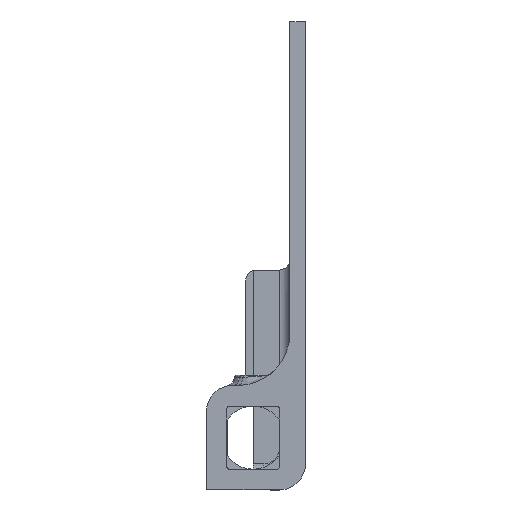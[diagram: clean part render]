
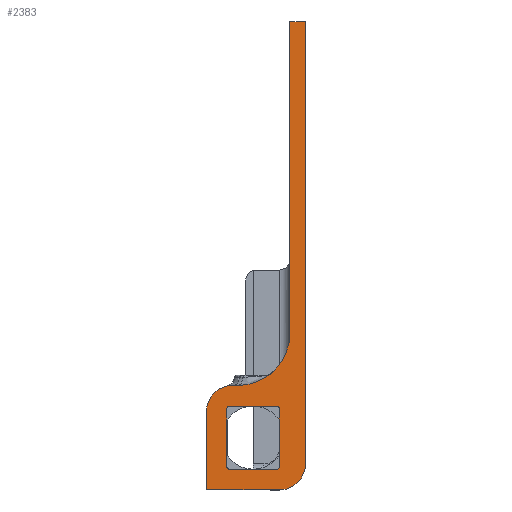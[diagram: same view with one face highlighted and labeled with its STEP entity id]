
A CAD part, left-side view. The second image highlights one B-rep face of the part: STEP entity #2383.
In plain terms, the highlighted planar face has unit normal (-1, 0, 0).
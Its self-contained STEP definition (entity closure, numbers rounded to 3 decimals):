
#70 = VECTOR ( 'NONE', #4626, 1000. ) ;
#82 = EDGE_CURVE ( 'NONE', #6172, #5399, #3186, .T. ) ;
#108 = DIRECTION ( 'NONE',  ( 1., 0., 0. ) ) ;
#157 = CARTESIAN_POINT ( 'NONE',  ( -55., 11.6, -35.5 ) ) ;
#160 = CIRCLE ( 'NONE', #2899, 10. ) ;
#161 = DIRECTION ( 'NONE',  ( 0., 1., 0. ) ) ;
#197 = CIRCLE ( 'NONE', #2134, 0.5 ) ;
#299 = VECTOR ( 'NONE', #763, 1000. ) ;
#438 = DIRECTION ( 'NONE',  ( 0., -1., 0. ) ) ;
#504 = CARTESIAN_POINT ( 'NONE',  ( -55., 16., -24.9 ) ) ;
#510 = DIRECTION ( 'NONE',  ( 1., 0., 0. ) ) ;
#615 = CARTESIAN_POINT ( 'NONE',  ( -55., 2., -36. ) ) ;
#644 = VECTOR ( 'NONE', #438, 1000. ) ;
#666 = CARTESIAN_POINT ( 'NONE',  ( -55., 2.5, -36. ) ) ;
#683 = CIRCLE ( 'NONE', #4417, 0.5 ) ;
#763 = DIRECTION ( 'NONE',  ( 0., 0., -1. ) ) ;
#834 = DIRECTION ( 'NONE',  ( -1., 0., 0. ) ) ;
#851 = VERTEX_POINT ( 'NONE', #5601 ) ;
#861 = CARTESIAN_POINT ( 'NONE',  ( -55., 2., -23.9 ) ) ;
#872 = ORIENTED_EDGE ( 'NONE', *, *, #1687, .T. ) ;
#921 = DIRECTION ( 'NONE',  ( 1., 0., 0. ) ) ;
#926 = CARTESIAN_POINT ( 'NONE',  ( -55., 11.6, -23.9 ) ) ;
#943 = VERTEX_POINT ( 'NONE', #666 ) ;
#987 = AXIS2_PLACEMENT_3D ( 'NONE', #3767, #921, #3362 ) ;
#1100 = LINE ( 'NONE', #615, #1723 ) ;
#1128 = VERTEX_POINT ( 'NONE', #3584 ) ;
#1212 = CARTESIAN_POINT ( 'NONE',  ( -55., 2., -24.4 ) ) ;
#1280 = CARTESIAN_POINT ( 'NONE',  ( -55., -3., -40. ) ) ;
#1306 = CARTESIAN_POINT ( 'NONE',  ( -55., 0., -40. ) ) ;
#1309 = VERTEX_POINT ( 'NONE', #2448 ) ;
#1324 = DIRECTION ( 'NONE',  ( -1., 0., 0. ) ) ;
#1348 = CARTESIAN_POINT ( 'NONE',  ( -55., 11., -19.9 ) ) ;
#1396 = VERTEX_POINT ( 'NONE', #1212 ) ;
#1611 = DIRECTION ( 'NONE',  ( 0., 0., 1. ) ) ;
#1651 = CARTESIAN_POINT ( 'NONE',  ( -55., 0., -19.9 ) ) ;
#1687 = EDGE_CURVE ( 'NONE', #5665, #851, #160, .T. ) ;
#1723 = VECTOR ( 'NONE', #2563, 1000. ) ;
#1805 = VECTOR ( 'NONE', #5396, 1000. ) ;
#1810 = ORIENTED_EDGE ( 'NONE', *, *, #5494, .T. ) ;
#1812 = CARTESIAN_POINT ( 'NONE',  ( -55., 11.6, -24.4 ) ) ;
#1813 = PLANE ( 'NONE',  #3108 ) ;
#1866 = AXIS2_PLACEMENT_3D ( 'NONE', #4949, #5922, #1611 ) ;
#1898 = VECTOR ( 'NONE', #5205, 1000. ) ;
#1986 = VERTEX_POINT ( 'NONE', #1348 ) ;
#2087 = VERTEX_POINT ( 'NONE', #5784 ) ;
#2116 = VECTOR ( 'NONE', #3729, 1000. ) ;
#2125 = LINE ( 'NONE', #1651, #4025 ) ;
#2130 = CIRCLE ( 'NONE', #2228, 0.5 ) ;
#2134 = AXIS2_PLACEMENT_3D ( 'NONE', #157, #510, #5307 ) ;
#2228 = AXIS2_PLACEMENT_3D ( 'NONE', #3562, #3947, #3000 ) ;
#2254 = ORIENTED_EDGE ( 'NONE', *, *, #2584, .F. ) ;
#2258 = CARTESIAN_POINT ( 'NONE',  ( -55., 12.1, -24.4 ) ) ;
#2380 = DIRECTION ( 'NONE',  ( 0., 0., 1. ) ) ;
#2383 = ADVANCED_FACE ( 'NONE', ( #4677, #4234 ), #1813, .T. ) ;
#2448 = CARTESIAN_POINT ( 'NONE',  ( -55., -3., 50. ) ) ;
#2501 = DIRECTION ( 'NONE',  ( 0., 0., 1. ) ) ;
#2563 = DIRECTION ( 'NONE',  ( 0., 0., 1. ) ) ;
#2584 = EDGE_CURVE ( 'NONE', #1128, #943, #2859, .T. ) ;
#2604 = VERTEX_POINT ( 'NONE', #5910 ) ;
#2614 = LINE ( 'NONE', #5124, #299 ) ;
#2734 = VERTEX_POINT ( 'NONE', #4024 ) ;
#2771 = LINE ( 'NONE', #6180, #1898 ) ;
#2804 = DIRECTION ( 'NONE',  ( 0., 1., 0. ) ) ;
#2859 = LINE ( 'NONE', #4767, #644 ) ;
#2877 = CARTESIAN_POINT ( 'NONE',  ( -55., 2.5, -23.9 ) ) ;
#2899 = AXIS2_PLACEMENT_3D ( 'NONE', #4308, #108, #2501 ) ;
#2911 = CARTESIAN_POINT ( 'NONE',  ( -55., 16., 0. ) ) ;
#2915 = ORIENTED_EDGE ( 'NONE', *, *, #3380, .T. ) ;
#2950 = VERTEX_POINT ( 'NONE', #2258 ) ;
#3000 = DIRECTION ( 'NONE',  ( 0., 0., 1. ) ) ;
#3108 = AXIS2_PLACEMENT_3D ( 'NONE', #1280, #834, #6101 ) ;
#3109 = ORIENTED_EDGE ( 'NONE', *, *, #3786, .F. ) ;
#3123 = CIRCLE ( 'NONE', #987, 0.5 ) ;
#3186 = LINE ( 'NONE', #861, #5065 ) ;
#3187 = CARTESIAN_POINT ( 'NONE',  ( -55., -3., -40. ) ) ;
#3254 = DIRECTION ( 'NONE',  ( 0., 0., 1. ) ) ;
#3362 = DIRECTION ( 'NONE',  ( 0., 0., 1. ) ) ;
#3380 = EDGE_CURVE ( 'NONE', #4015, #1309, #5515, .T. ) ;
#3515 = ORIENTED_EDGE ( 'NONE', *, *, #5381, .T. ) ;
#3562 = CARTESIAN_POINT ( 'NONE',  ( -55., 2.5, -35.5 ) ) ;
#3580 = EDGE_CURVE ( 'NONE', #6172, #1396, #3123, .T. ) ;
#3584 = CARTESIAN_POINT ( 'NONE',  ( -55., 11.6, -36. ) ) ;
#3595 = EDGE_LOOP ( 'NONE', ( #4732, #1810, #2254, #5841, #5367, #4756, #6149, #4693 ) ) ;
#3694 = EDGE_CURVE ( 'NONE', #2950, #5399, #683, .T. ) ;
#3729 = DIRECTION ( 'NONE',  ( 0., 0., 1. ) ) ;
#3730 = VERTEX_POINT ( 'NONE', #4179 ) ;
#3767 = CARTESIAN_POINT ( 'NONE',  ( -55., 2.5, -24.4 ) ) ;
#3771 = CIRCLE ( 'NONE', #6182, 5. ) ;
#3786 = EDGE_CURVE ( 'NONE', #2087, #4516, #2771, .T. ) ;
#3930 = VERTEX_POINT ( 'NONE', #504 ) ;
#3942 = CARTESIAN_POINT ( 'NONE',  ( -55., -3., 50. ) ) ;
#3947 = DIRECTION ( 'NONE',  ( 1., 0., 0. ) ) ;
#4015 = VERTEX_POINT ( 'NONE', #5532 ) ;
#4024 = CARTESIAN_POINT ( 'NONE',  ( -55., 12.1, -35.5 ) ) ;
#4025 = VECTOR ( 'NONE', #6023, 1000. ) ;
#4065 = CARTESIAN_POINT ( 'NONE',  ( -55., 0., -9.9 ) ) ;
#4084 = ORIENTED_EDGE ( 'NONE', *, *, #4640, .T. ) ;
#4116 = EDGE_CURVE ( 'NONE', #5665, #2604, #5617, .T. ) ;
#4179 = CARTESIAN_POINT ( 'NONE',  ( -55., 2., -35.5 ) ) ;
#4189 = EDGE_CURVE ( 'NONE', #4516, #3930, #4820, .T. ) ;
#4234 = FACE_BOUND ( 'NONE', #3595, .T. ) ;
#4308 = CARTESIAN_POINT ( 'NONE',  ( -55., 10., -9.9 ) ) ;
#4417 = AXIS2_PLACEMENT_3D ( 'NONE', #1812, #6099, #2380 ) ;
#4447 = EDGE_CURVE ( 'NONE', #1986, #851, #2125, .T. ) ;
#4473 = ORIENTED_EDGE ( 'NONE', *, *, #4116, .F. ) ;
#4504 = ORIENTED_EDGE ( 'NONE', *, *, #4447, .F. ) ;
#4516 = VERTEX_POINT ( 'NONE', #5751 ) ;
#4626 = DIRECTION ( 'NONE',  ( 0., 0., 1. ) ) ;
#4640 = EDGE_CURVE ( 'NONE', #1309, #2604, #5853, .T. ) ;
#4677 = FACE_OUTER_BOUND ( 'NONE', #4766, .T. ) ;
#4693 = ORIENTED_EDGE ( 'NONE', *, *, #3580, .T. ) ;
#4732 = ORIENTED_EDGE ( 'NONE', *, *, #5541, .F. ) ;
#4756 = ORIENTED_EDGE ( 'NONE', *, *, #3694, .T. ) ;
#4766 = EDGE_LOOP ( 'NONE', ( #4504, #5069, #5165, #3109, #3515, #2915, #4084, #4473, #872 ) ) ;
#4767 = CARTESIAN_POINT ( 'NONE',  ( -55., 2., -36. ) ) ;
#4820 = LINE ( 'NONE', #2911, #1805 ) ;
#4919 = EDGE_CURVE ( 'NONE', #1986, #3930, #5592, .T. ) ;
#4949 = CARTESIAN_POINT ( 'NONE',  ( -55., 11., -24.9 ) ) ;
#5065 = VECTOR ( 'NONE', #2804, 1000. ) ;
#5069 = ORIENTED_EDGE ( 'NONE', *, *, #4919, .T. ) ;
#5124 = CARTESIAN_POINT ( 'NONE',  ( -55., 12.1, -36. ) ) ;
#5165 = ORIENTED_EDGE ( 'NONE', *, *, #4189, .F. ) ;
#5205 = DIRECTION ( 'NONE',  ( 0., 1., 0. ) ) ;
#5307 = DIRECTION ( 'NONE',  ( 0., 0., 1. ) ) ;
#5367 = ORIENTED_EDGE ( 'NONE', *, *, #6073, .F. ) ;
#5381 = EDGE_CURVE ( 'NONE', #2087, #4015, #3771, .T. ) ;
#5396 = DIRECTION ( 'NONE',  ( 0., 0., 1. ) ) ;
#5399 = VERTEX_POINT ( 'NONE', #926 ) ;
#5439 = VECTOR ( 'NONE', #161, 1000. ) ;
#5494 = EDGE_CURVE ( 'NONE', #3730, #943, #2130, .T. ) ;
#5515 = LINE ( 'NONE', #3187, #70 ) ;
#5532 = CARTESIAN_POINT ( 'NONE',  ( -55., -3., -35. ) ) ;
#5541 = EDGE_CURVE ( 'NONE', #3730, #1396, #1100, .T. ) ;
#5592 = CIRCLE ( 'NONE', #1866, 5. ) ;
#5601 = CARTESIAN_POINT ( 'NONE',  ( -55., 10., -19.9 ) ) ;
#5617 = LINE ( 'NONE', #1306, #2116 ) ;
#5665 = VERTEX_POINT ( 'NONE', #4065 ) ;
#5751 = CARTESIAN_POINT ( 'NONE',  ( -55., 16., -40. ) ) ;
#5784 = CARTESIAN_POINT ( 'NONE',  ( -55., 2., -40. ) ) ;
#5841 = ORIENTED_EDGE ( 'NONE', *, *, #6030, .T. ) ;
#5853 = LINE ( 'NONE', #3942, #5439 ) ;
#5910 = CARTESIAN_POINT ( 'NONE',  ( -55., 0., 50. ) ) ;
#5922 = DIRECTION ( 'NONE',  ( -1., 0., 0. ) ) ;
#6021 = CARTESIAN_POINT ( 'NONE',  ( -55., 2., -35. ) ) ;
#6023 = DIRECTION ( 'NONE',  ( 0., -1., 0. ) ) ;
#6030 = EDGE_CURVE ( 'NONE', #1128, #2734, #197, .T. ) ;
#6073 = EDGE_CURVE ( 'NONE', #2950, #2734, #2614, .T. ) ;
#6099 = DIRECTION ( 'NONE',  ( 1., 0., 0. ) ) ;
#6101 = DIRECTION ( 'NONE',  ( 0., 0., 1. ) ) ;
#6149 = ORIENTED_EDGE ( 'NONE', *, *, #82, .F. ) ;
#6172 = VERTEX_POINT ( 'NONE', #2877 ) ;
#6180 = CARTESIAN_POINT ( 'NONE',  ( -55., -3., -40. ) ) ;
#6182 = AXIS2_PLACEMENT_3D ( 'NONE', #6021, #1324, #3254 ) ;
